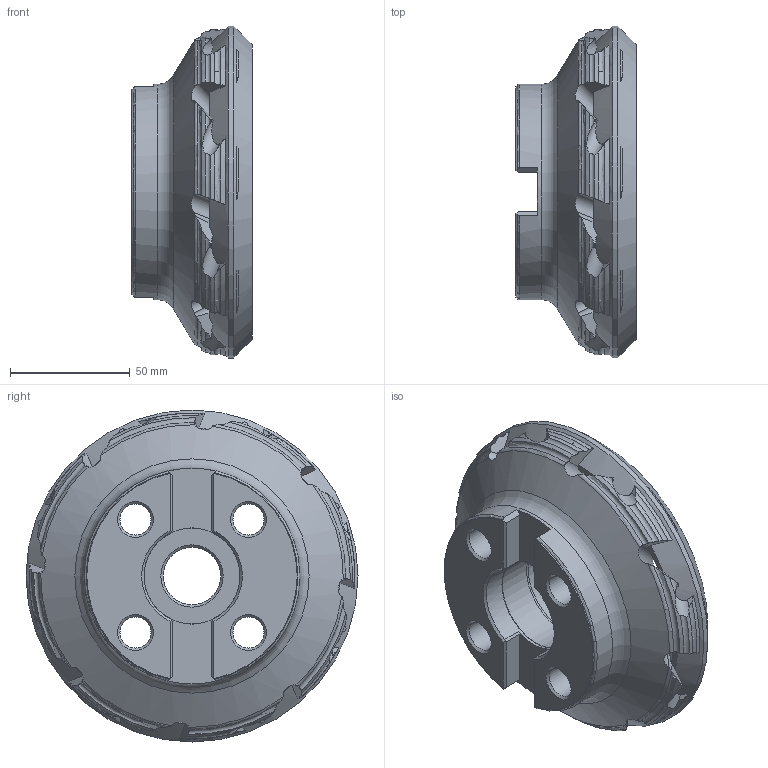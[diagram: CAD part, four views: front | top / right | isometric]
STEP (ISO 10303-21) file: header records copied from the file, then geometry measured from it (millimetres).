
FILE_DESCRIPTION (( 'STEP AP214' ), '1' );
FILE_NAME ('45PP-125-140-8.STEP', '2014-06-24T12:01:29', ( '' ), ( '' ), 'SwSTEP 2.0', 'SolidWorks 2014', '' );
FILE_SCHEMA (( 'AUTOMOTIVE_DESIGN' ));
Length unit declared in the file: millimetre
Products named in the file (1): 45PP-125-140-8
Bounding box: 50.2 x 138.6 x 138.6 mm (x, y, z)
Volume: 360101 mm3; surface area: 57356 mm2
Topology: 1 solids, 1 shells, 354 faces, 1061 edges, 705 vertices
Faces by surface type: plane 171, cone 76, cylinder 62, torus 45
Full cylindrical faces by diameter (mm): 13 x4, 20 x4, 24 x1, 40 x1, 40.15 x1, 40.3 x1, 90 x1, 138.6 x1
Entity records: 13745 total; most frequent: CARTESIAN_POINT 5167, ORIENTED_EDGE 2022, DIRECTION 1336, EDGE_CURVE 1011, VERTEX_POINT 687, AXIS2_PLACEMENT_3D 562, B_SPLINE_CURVE_WITH_KNOTS 448, EDGE_LOOP 408
